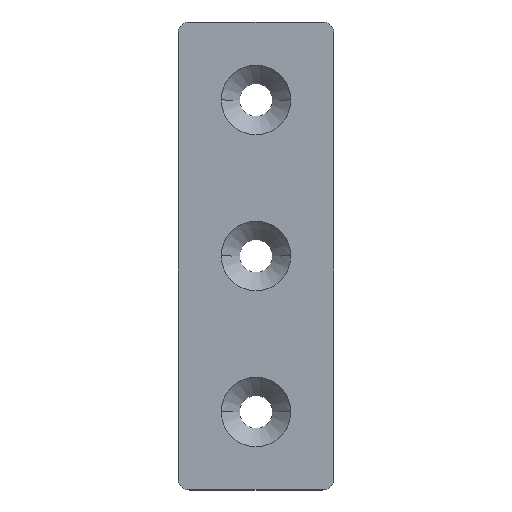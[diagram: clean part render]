
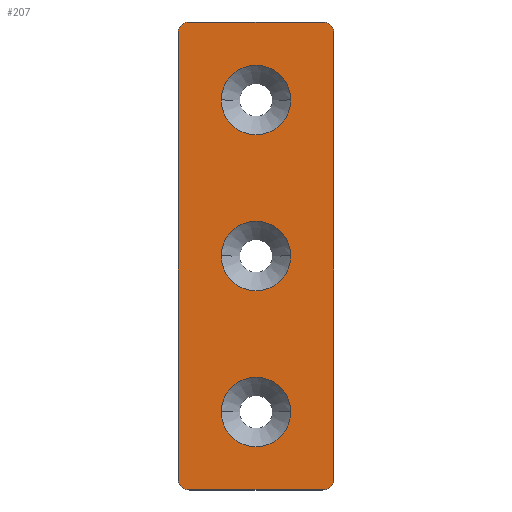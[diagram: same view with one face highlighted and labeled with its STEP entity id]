
A CAD part, top view. The second image highlights one B-rep face of the part: STEP entity #207.
In plain terms, the highlighted planar face has unit normal (0, 0, 1).
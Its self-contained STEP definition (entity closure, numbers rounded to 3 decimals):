
#2 = DIRECTION ( 'NONE',  ( 1., 0., 0. ) ) ;
#5 = DIRECTION ( 'NONE',  ( 1., 0., 0. ) ) ;
#11 = DIRECTION ( 'NONE',  ( 1., 0., 0. ) ) ;
#14 = VERTEX_POINT ( 'NONE', #730 ) ;
#24 = AXIS2_PLACEMENT_3D ( 'NONE', #152, #92, #594 ) ;
#27 = VERTEX_POINT ( 'NONE', #386 ) ;
#38 = AXIS2_PLACEMENT_3D ( 'NONE', #145, #253, #427 ) ;
#45 = FACE_BOUND ( 'NONE', #467, .T. ) ;
#51 = CARTESIAN_POINT ( 'NONE',  ( 0., -40., 5. ) ) ;
#55 = FACE_BOUND ( 'NONE', #543, .T. ) ;
#56 = ORIENTED_EDGE ( 'NONE', *, *, #558, .T. ) ;
#57 = ORIENTED_EDGE ( 'NONE', *, *, #418, .T. ) ;
#63 = LINE ( 'NONE', #681, #332 ) ;
#66 = EDGE_CURVE ( 'NONE', #231, #185, #237, .T. ) ;
#92 = DIRECTION ( 'NONE',  ( 0., 0., -1. ) ) ;
#97 = DIRECTION ( 'NONE',  ( 0., 0., -1. ) ) ;
#98 = AXIS2_PLACEMENT_3D ( 'NONE', #567, #172, #2 ) ;
#106 = DIRECTION ( 'NONE',  ( -1., 0., 0. ) ) ;
#109 = DIRECTION ( 'NONE',  ( 1., 0., 0. ) ) ;
#116 = DIRECTION ( 'NONE',  ( 0., 0., -1. ) ) ;
#118 = CARTESIAN_POINT ( 'NONE',  ( 0., 0., 5. ) ) ;
#122 = DIRECTION ( 'NONE',  ( 0., 1., 0. ) ) ;
#130 = CIRCLE ( 'NONE', #38, 8.9 ) ;
#145 = CARTESIAN_POINT ( 'NONE',  ( 0., 40., 5. ) ) ;
#150 = VERTEX_POINT ( 'NONE', #271 ) ;
#151 = VERTEX_POINT ( 'NONE', #737 ) ;
#152 = CARTESIAN_POINT ( 'NONE',  ( 17., 57., 5. ) ) ;
#156 = DIRECTION ( 'NONE',  ( 1., 0., 0. ) ) ;
#162 = CARTESIAN_POINT ( 'NONE',  ( 17., -57., 5. ) ) ;
#163 = EDGE_CURVE ( 'NONE', #27, #230, #585, .T. ) ;
#165 = EDGE_CURVE ( 'NONE', #564, #14, #236, .T. ) ;
#167 = CARTESIAN_POINT ( 'NONE',  ( 0., 0., 5. ) ) ;
#168 = ORIENTED_EDGE ( 'NONE', *, *, #288, .F. ) ;
#172 = DIRECTION ( 'NONE',  ( 0., 0., -1. ) ) ;
#176 = ORIENTED_EDGE ( 'NONE', *, *, #740, .T. ) ;
#184 = EDGE_LOOP ( 'NONE', ( #505, #56 ) ) ;
#185 = VERTEX_POINT ( 'NONE', #387 ) ;
#192 = CIRCLE ( 'NONE', #304, 8.9 ) ;
#194 = VERTEX_POINT ( 'NONE', #678 ) ;
#201 = VECTOR ( 'NONE', #106, 1000. ) ;
#205 = EDGE_CURVE ( 'NONE', #230, #670, #672, .T. ) ;
#207 = ADVANCED_FACE ( 'NONE', ( #55, #45, #405, #457 ), #507, .T. ) ;
#209 = DIRECTION ( 'NONE',  ( 1., 0., 0. ) ) ;
#213 = AXIS2_PLACEMENT_3D ( 'NONE', #51, #616, #614 ) ;
#224 = DIRECTION ( 'NONE',  ( 1., 0., 0. ) ) ;
#227 = LINE ( 'NONE', #566, #361 ) ;
#230 = VERTEX_POINT ( 'NONE', #285 ) ;
#231 = VERTEX_POINT ( 'NONE', #511 ) ;
#236 = CIRCLE ( 'NONE', #213, 8.9 ) ;
#237 = CIRCLE ( 'NONE', #295, 3. ) ;
#238 = EDGE_CURVE ( 'NONE', #670, #194, #618, .T. ) ;
#240 = CARTESIAN_POINT ( 'NONE',  ( 0., -40., 5. ) ) ;
#245 = VECTOR ( 'NONE', #209, 1000. ) ;
#248 = ORIENTED_EDGE ( 'NONE', *, *, #163, .F. ) ;
#252 = EDGE_CURVE ( 'NONE', #151, #378, #606, .T. ) ;
#253 = DIRECTION ( 'NONE',  ( 0., 0., -1. ) ) ;
#271 = CARTESIAN_POINT ( 'NONE',  ( -8.9, 40., 5. ) ) ;
#285 = CARTESIAN_POINT ( 'NONE',  ( 17., -60., 5. ) ) ;
#288 = EDGE_CURVE ( 'NONE', #194, #231, #63, .T. ) ;
#293 = AXIS2_PLACEMENT_3D ( 'NONE', #118, #688, #5 ) ;
#295 = AXIS2_PLACEMENT_3D ( 'NONE', #326, #97, #156 ) ;
#303 = ORIENTED_EDGE ( 'NONE', *, *, #690, .F. ) ;
#304 = AXIS2_PLACEMENT_3D ( 'NONE', #240, #306, #11 ) ;
#306 = DIRECTION ( 'NONE',  ( 0., 0., -1. ) ) ;
#307 = EDGE_CURVE ( 'NONE', #544, #150, #483, .T. ) ;
#322 = VERTEX_POINT ( 'NONE', #634 ) ;
#325 = CARTESIAN_POINT ( 'NONE',  ( 0., 0., 5. ) ) ;
#326 = CARTESIAN_POINT ( 'NONE',  ( -17., 57., 5. ) ) ;
#332 = VECTOR ( 'NONE', #122, 1000. ) ;
#347 = CARTESIAN_POINT ( 'NONE',  ( 0., 40., 5. ) ) ;
#350 = EDGE_CURVE ( 'NONE', #322, #27, #227, .T. ) ;
#361 = VECTOR ( 'NONE', #394, 1000. ) ;
#378 = VERTEX_POINT ( 'NONE', #578 ) ;
#382 = CIRCLE ( 'NONE', #24, 3. ) ;
#386 = CARTESIAN_POINT ( 'NONE',  ( 20., -57., 5. ) ) ;
#387 = CARTESIAN_POINT ( 'NONE',  ( -17., 60., 5. ) ) ;
#392 = DIRECTION ( 'NONE',  ( 0., 0., -1. ) ) ;
#394 = DIRECTION ( 'NONE',  ( 0., -1., 0. ) ) ;
#403 = DIRECTION ( 'NONE',  ( 1., 0., 0. ) ) ;
#405 = FACE_BOUND ( 'NONE', #184, .T. ) ;
#406 = AXIS2_PLACEMENT_3D ( 'NONE', #167, #560, #109 ) ;
#418 = EDGE_CURVE ( 'NONE', #14, #564, #192, .T. ) ;
#427 = DIRECTION ( 'NONE',  ( 1., 0., 0. ) ) ;
#447 = CARTESIAN_POINT ( 'NONE',  ( -17., -60., 5. ) ) ;
#456 = LINE ( 'NONE', #477, #245 ) ;
#457 = FACE_OUTER_BOUND ( 'NONE', #717, .T. ) ;
#467 = EDGE_LOOP ( 'NONE', ( #577, #57 ) ) ;
#477 = CARTESIAN_POINT ( 'NONE',  ( 17., 60., 5. ) ) ;
#480 = AXIS2_PLACEMENT_3D ( 'NONE', #347, #116, #403 ) ;
#483 = CIRCLE ( 'NONE', #480, 8.9 ) ;
#484 = CARTESIAN_POINT ( 'NONE',  ( -17., -60., 5. ) ) ;
#486 = ORIENTED_EDGE ( 'NONE', *, *, #238, .F. ) ;
#505 = ORIENTED_EDGE ( 'NONE', *, *, #307, .T. ) ;
#507 = PLANE ( 'NONE',  #406 ) ;
#511 = CARTESIAN_POINT ( 'NONE',  ( -20., 57., 5. ) ) ;
#540 = AXIS2_PLACEMENT_3D ( 'NONE', #325, #662, #728 ) ;
#543 = EDGE_LOOP ( 'NONE', ( #709, #176 ) ) ;
#544 = VERTEX_POINT ( 'NONE', #593 ) ;
#558 = EDGE_CURVE ( 'NONE', #150, #544, #130, .T. ) ;
#560 = DIRECTION ( 'NONE',  ( 0., 0., 1. ) ) ;
#563 = VERTEX_POINT ( 'NONE', #583 ) ;
#564 = VERTEX_POINT ( 'NONE', #712 ) ;
#565 = ORIENTED_EDGE ( 'NONE', *, *, #687, .F. ) ;
#566 = CARTESIAN_POINT ( 'NONE',  ( 20., -57., 5. ) ) ;
#567 = CARTESIAN_POINT ( 'NONE',  ( -17., -57., 5. ) ) ;
#577 = ORIENTED_EDGE ( 'NONE', *, *, #165, .T. ) ;
#578 = CARTESIAN_POINT ( 'NONE',  ( -8.9, 0., 5. ) ) ;
#583 = CARTESIAN_POINT ( 'NONE',  ( 17., 60., 5. ) ) ;
#585 = CIRCLE ( 'NONE', #607, 3. ) ;
#587 = ORIENTED_EDGE ( 'NONE', *, *, #66, .F. ) ;
#593 = CARTESIAN_POINT ( 'NONE',  ( 8.9, 40., 5. ) ) ;
#594 = DIRECTION ( 'NONE',  ( 1., 0., 0. ) ) ;
#599 = ORIENTED_EDGE ( 'NONE', *, *, #205, .F. ) ;
#606 = CIRCLE ( 'NONE', #293, 8.9 ) ;
#607 = AXIS2_PLACEMENT_3D ( 'NONE', #162, #392, #224 ) ;
#614 = DIRECTION ( 'NONE',  ( 1., 0., 0. ) ) ;
#616 = DIRECTION ( 'NONE',  ( 0., 0., -1. ) ) ;
#618 = CIRCLE ( 'NONE', #98, 3. ) ;
#634 = CARTESIAN_POINT ( 'NONE',  ( 20., 57., 5. ) ) ;
#662 = DIRECTION ( 'NONE',  ( 0., 0., -1. ) ) ;
#670 = VERTEX_POINT ( 'NONE', #484 ) ;
#672 = LINE ( 'NONE', #447, #201 ) ;
#678 = CARTESIAN_POINT ( 'NONE',  ( -20., -57., 5. ) ) ;
#681 = CARTESIAN_POINT ( 'NONE',  ( -20., 57., 5. ) ) ;
#687 = EDGE_CURVE ( 'NONE', #563, #322, #382, .T. ) ;
#688 = DIRECTION ( 'NONE',  ( 0., 0., -1. ) ) ;
#690 = EDGE_CURVE ( 'NONE', #185, #563, #456, .T. ) ;
#709 = ORIENTED_EDGE ( 'NONE', *, *, #252, .T. ) ;
#712 = CARTESIAN_POINT ( 'NONE',  ( 8.9, -40., 5. ) ) ;
#717 = EDGE_LOOP ( 'NONE', ( #486, #599, #248, #748, #565, #303, #587, #168 ) ) ;
#728 = DIRECTION ( 'NONE',  ( 1., 0., 0. ) ) ;
#730 = CARTESIAN_POINT ( 'NONE',  ( -8.9, -40., 5. ) ) ;
#731 = CIRCLE ( 'NONE', #540, 8.9 ) ;
#737 = CARTESIAN_POINT ( 'NONE',  ( 8.9, 0., 5. ) ) ;
#740 = EDGE_CURVE ( 'NONE', #378, #151, #731, .T. ) ;
#748 = ORIENTED_EDGE ( 'NONE', *, *, #350, .F. ) ;
